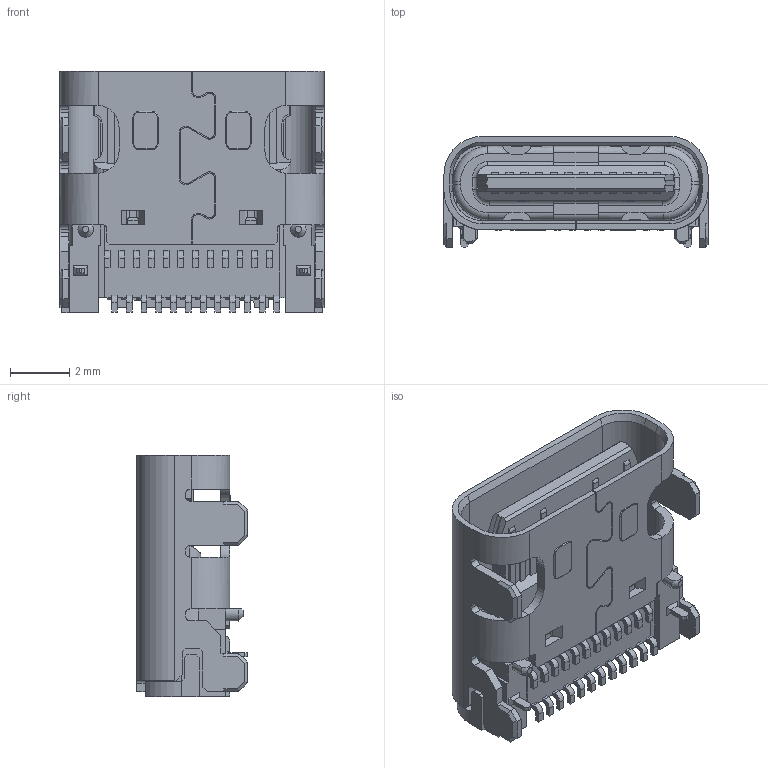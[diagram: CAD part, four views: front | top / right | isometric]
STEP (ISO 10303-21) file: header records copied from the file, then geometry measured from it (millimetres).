
FILE_DESCRIPTION (( 'STEP AP214' ), '1' );
FILE_NAME ('CAM-L05.STEP', '2016-06-09T05:49:35', ( '' ), ( '' ), 'SwSTEP 2.0', 'SolidWorks 2013', '' );
FILE_SCHEMA (( 'AUTOMOTIVE_DESIGN' ));
Length unit declared in the file: millimetre
Products named in the file (2): Part5^USB Type C On-Board; CAM-L05
Assembly tree (1 placements, depth 2):
  CAM-L05
    Part5^USB Type C On-Board
Bounding box: 8.94 x 3.76 x 8.17 mm (x, y, z)
Volume: 127.6 mm3; surface area: 496.8 mm2
Topology: 1 solids, 1 shells, 883 faces, 2572 edges, 1682 vertices
Faces by surface type: plane 636, cylinder 216, torus 16, cone 8, bspline 7
Entity records: 29403 total; most frequent: CARTESIAN_POINT 5643, ORIENTED_EDGE 5144, DIRECTION 4752, EDGE_CURVE 2572, VECTOR 2026, LINE 2026, VERTEX_POINT 1682, AXIS2_PLACEMENT_3D 1363
